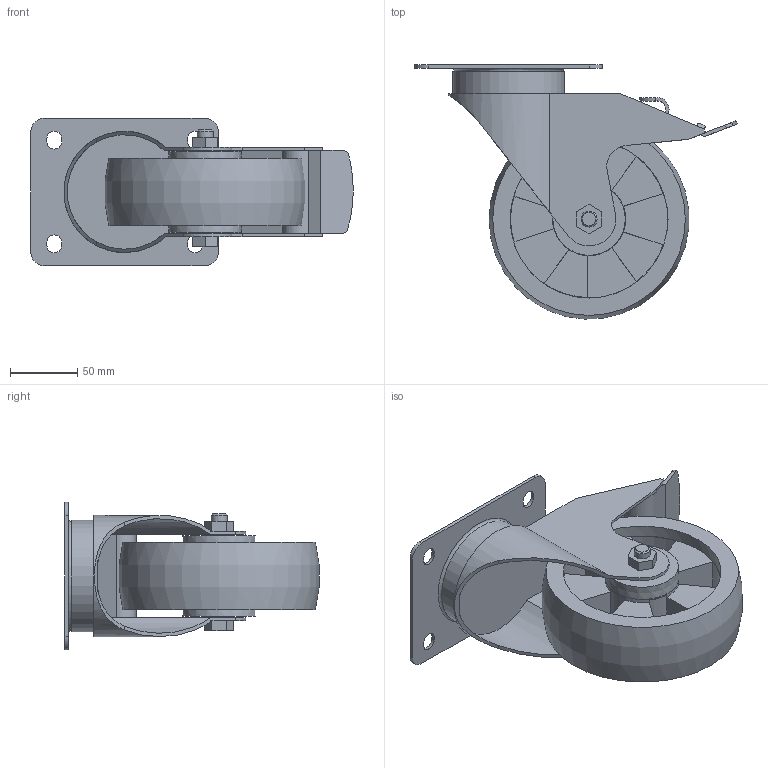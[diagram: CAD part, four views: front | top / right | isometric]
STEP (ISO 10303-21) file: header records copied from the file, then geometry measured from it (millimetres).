
FILE_DESCRIPTION(/* description */ ('STEP AP203'),/* implementation_level */ '2;1');
FILE_NAME(/* name */ 'K1765.1015005020',/* time_stamp */ '2025-06-24T15:59:16+02:00',/* author */ ('License CC BY-ND 4.0'),/* organization */ ('CADENAS'),/* preprocessor_version */ 'ST-DEVELOPER v19.3',/* originating_system */ 'PARTsolutions',/* authorisation */ ' ');
FILE_SCHEMA (('CONFIG_CONTROL_DESIGN'));
Length unit declared in the file: millimetre
Products named in the file (1): K1765.1015005020
Bounding box: 240.5 x 189.56 x 110 mm (x, y, z)
Volume: 744391.3 mm3; surface area: 199562.1 mm2
Topology: 1 solids, 1 shells, 167 faces, 457 edges, 303 vertices
Faces by surface type: plane 107, cylinder 55, cone 3, torus 2
Full cylindrical faces by diameter (mm): 12 x1, 20 x2, 54.5 x2, 83.2 x1, 117.8 x2
Entity records: 5254 total; most frequent: CARTESIAN_POINT 939, DIRECTION 905, ORIENTED_EDGE 872, EDGE_CURVE 436, AXIS2_PLACEMENT_3D 304, LINE 297, VECTOR 297, VERTEX_POINT 295
